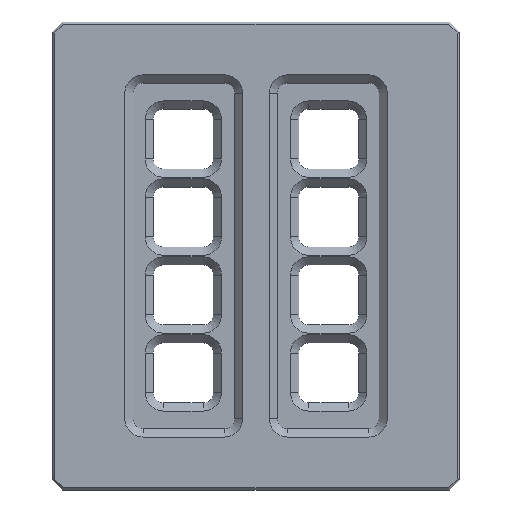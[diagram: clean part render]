
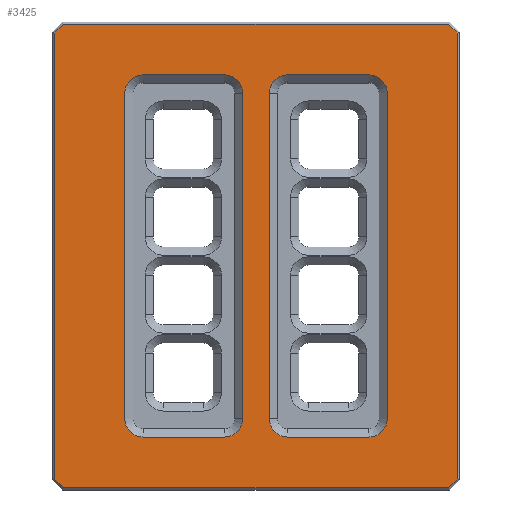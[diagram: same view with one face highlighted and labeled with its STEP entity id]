
A CAD part, top view. The second image highlights one B-rep face of the part: STEP entity #3425.
In plain terms, the highlighted planar face has unit normal (0, 0, 1).
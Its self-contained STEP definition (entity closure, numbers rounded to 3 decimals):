
#191=FACE_BOUND('',#682,.T.);
#192=FACE_BOUND('',#683,.T.);
#265=PLANE('',#3754);
#469=FACE_OUTER_BOUND('',#681,.T.);
#681=EDGE_LOOP('',(#2963,#2964,#2965,#2966,#2967,#2968,#2969,#2970));
#682=EDGE_LOOP('',(#2971,#2972,#2973,#2974,#2975,#2976,#2977,#2978));
#683=EDGE_LOOP('',(#2979,#2980,#2981,#2982,#2983,#2984,#2985,#2986));
#998=LINE('',#5593,#1340);
#1002=LINE('',#5600,#1344);
#1005=LINE('',#5606,#1347);
#1008=LINE('',#5612,#1350);
#1011=LINE('',#5617,#1353);
#1013=LINE('',#5621,#1355);
#1015=LINE('',#5625,#1357);
#1017=LINE('',#5628,#1359);
#1019=LINE('',#5634,#1361);
#1020=LINE('',#5638,#1362);
#1021=LINE('',#5642,#1363);
#1022=LINE('',#5646,#1364);
#1023=LINE('',#5650,#1365);
#1024=LINE('',#5654,#1366);
#1025=LINE('',#5658,#1367);
#1026=LINE('',#5662,#1368);
#1340=VECTOR('',#4563,10.);
#1344=VECTOR('',#4569,10.);
#1347=VECTOR('',#4574,10.);
#1350=VECTOR('',#4579,10.);
#1353=VECTOR('',#4584,10.);
#1355=VECTOR('',#4588,10.);
#1357=VECTOR('',#4592,10.);
#1359=VECTOR('',#4596,10.);
#1361=VECTOR('',#4602,10.);
#1362=VECTOR('',#4605,10.);
#1363=VECTOR('',#4608,10.);
#1364=VECTOR('',#4611,10.);
#1365=VECTOR('',#4614,10.);
#1366=VECTOR('',#4617,10.);
#1367=VECTOR('',#4620,10.);
#1368=VECTOR('',#4623,10.);
#1547=CIRCLE('',#3755,9.);
#1548=CIRCLE('',#3756,9.);
#1549=CIRCLE('',#3757,9.);
#1550=CIRCLE('',#3758,9.);
#1551=CIRCLE('',#3759,9.);
#1552=CIRCLE('',#3760,9.);
#1553=CIRCLE('',#3761,9.);
#1554=CIRCLE('',#3762,9.);
#1802=VERTEX_POINT('',#5591);
#1803=VERTEX_POINT('',#5592);
#1805=VERTEX_POINT('',#5599);
#1807=VERTEX_POINT('',#5605);
#1809=VERTEX_POINT('',#5611);
#1810=VERTEX_POINT('',#5616);
#1811=VERTEX_POINT('',#5620);
#1812=VERTEX_POINT('',#5624);
#1813=VERTEX_POINT('',#5632);
#1814=VERTEX_POINT('',#5633);
#1815=VERTEX_POINT('',#5635);
#1816=VERTEX_POINT('',#5637);
#1817=VERTEX_POINT('',#5639);
#1818=VERTEX_POINT('',#5641);
#1819=VERTEX_POINT('',#5643);
#1820=VERTEX_POINT('',#5645);
#1821=VERTEX_POINT('',#5648);
#1822=VERTEX_POINT('',#5649);
#1823=VERTEX_POINT('',#5651);
#1824=VERTEX_POINT('',#5653);
#1825=VERTEX_POINT('',#5655);
#1826=VERTEX_POINT('',#5657);
#1827=VERTEX_POINT('',#5659);
#1828=VERTEX_POINT('',#5661);
#2204=EDGE_CURVE('',#1802,#1803,#998,.T.);
#2208=EDGE_CURVE('',#1803,#1805,#1002,.T.);
#2211=EDGE_CURVE('',#1805,#1807,#1005,.T.);
#2214=EDGE_CURVE('',#1807,#1809,#1008,.T.);
#2217=EDGE_CURVE('',#1809,#1810,#1011,.T.);
#2219=EDGE_CURVE('',#1810,#1811,#1013,.T.);
#2221=EDGE_CURVE('',#1811,#1812,#1015,.T.);
#2223=EDGE_CURVE('',#1812,#1802,#1017,.T.);
#2225=EDGE_CURVE('',#1813,#1814,#1019,.T.);
#2226=EDGE_CURVE('',#1815,#1813,#1547,.T.);
#2227=EDGE_CURVE('',#1816,#1815,#1020,.T.);
#2228=EDGE_CURVE('',#1817,#1816,#1548,.T.);
#2229=EDGE_CURVE('',#1818,#1817,#1021,.T.);
#2230=EDGE_CURVE('',#1819,#1818,#1549,.T.);
#2231=EDGE_CURVE('',#1820,#1819,#1022,.T.);
#2232=EDGE_CURVE('',#1814,#1820,#1550,.T.);
#2233=EDGE_CURVE('',#1821,#1822,#1023,.T.);
#2234=EDGE_CURVE('',#1823,#1821,#1551,.T.);
#2235=EDGE_CURVE('',#1824,#1823,#1024,.T.);
#2236=EDGE_CURVE('',#1825,#1824,#1552,.T.);
#2237=EDGE_CURVE('',#1826,#1825,#1025,.T.);
#2238=EDGE_CURVE('',#1827,#1826,#1553,.T.);
#2239=EDGE_CURVE('',#1828,#1827,#1026,.T.);
#2240=EDGE_CURVE('',#1822,#1828,#1554,.T.);
#2963=ORIENTED_EDGE('',*,*,#2204,.F.);
#2964=ORIENTED_EDGE('',*,*,#2223,.F.);
#2965=ORIENTED_EDGE('',*,*,#2221,.F.);
#2966=ORIENTED_EDGE('',*,*,#2219,.F.);
#2967=ORIENTED_EDGE('',*,*,#2217,.F.);
#2968=ORIENTED_EDGE('',*,*,#2214,.F.);
#2969=ORIENTED_EDGE('',*,*,#2211,.F.);
#2970=ORIENTED_EDGE('',*,*,#2208,.F.);
#2971=ORIENTED_EDGE('',*,*,#2225,.F.);
#2972=ORIENTED_EDGE('',*,*,#2226,.F.);
#2973=ORIENTED_EDGE('',*,*,#2227,.F.);
#2974=ORIENTED_EDGE('',*,*,#2228,.F.);
#2975=ORIENTED_EDGE('',*,*,#2229,.F.);
#2976=ORIENTED_EDGE('',*,*,#2230,.F.);
#2977=ORIENTED_EDGE('',*,*,#2231,.F.);
#2978=ORIENTED_EDGE('',*,*,#2232,.F.);
#2979=ORIENTED_EDGE('',*,*,#2233,.F.);
#2980=ORIENTED_EDGE('',*,*,#2234,.F.);
#2981=ORIENTED_EDGE('',*,*,#2235,.F.);
#2982=ORIENTED_EDGE('',*,*,#2236,.F.);
#2983=ORIENTED_EDGE('',*,*,#2237,.F.);
#2984=ORIENTED_EDGE('',*,*,#2238,.F.);
#2985=ORIENTED_EDGE('',*,*,#2239,.F.);
#2986=ORIENTED_EDGE('',*,*,#2240,.F.);
#3425=ADVANCED_FACE('',(#469,#191,#192),#265,.T.);
#3754=AXIS2_PLACEMENT_3D('',#5631,#4600,#4601);
#3755=AXIS2_PLACEMENT_3D('',#5636,#4603,#4604);
#3756=AXIS2_PLACEMENT_3D('',#5640,#4606,#4607);
#3757=AXIS2_PLACEMENT_3D('',#5644,#4609,#4610);
#3758=AXIS2_PLACEMENT_3D('',#5647,#4612,#4613);
#3759=AXIS2_PLACEMENT_3D('',#5652,#4615,#4616);
#3760=AXIS2_PLACEMENT_3D('',#5656,#4618,#4619);
#3761=AXIS2_PLACEMENT_3D('',#5660,#4621,#4622);
#3762=AXIS2_PLACEMENT_3D('',#5663,#4624,#4625);
#4563=DIRECTION('',(0.,-1.,0.));
#4569=DIRECTION('',(-0.707,-0.707,0.));
#4574=DIRECTION('',(-1.,0.,0.));
#4579=DIRECTION('',(-0.707,0.707,0.));
#4584=DIRECTION('',(0.,1.,0.));
#4588=DIRECTION('',(0.707,0.707,0.));
#4592=DIRECTION('',(1.,0.,0.));
#4596=DIRECTION('',(0.707,-0.707,0.));
#4600=DIRECTION('center_axis',(0.,0.,1.));
#4601=DIRECTION('ref_axis',(1.,0.,0.));
#4602=DIRECTION('',(0.,1.,0.));
#4603=DIRECTION('center_axis',(0.,0.,1.));
#4604=DIRECTION('ref_axis',(0.707,-0.707,0.));
#4605=DIRECTION('',(1.,0.,0.));
#4606=DIRECTION('center_axis',(0.,0.,1.));
#4607=DIRECTION('ref_axis',(-0.707,-0.707,0.));
#4608=DIRECTION('',(0.,-1.,0.));
#4609=DIRECTION('center_axis',(0.,0.,1.));
#4610=DIRECTION('ref_axis',(-0.707,0.707,0.));
#4611=DIRECTION('',(-1.,0.,0.));
#4612=DIRECTION('center_axis',(0.,0.,1.));
#4613=DIRECTION('ref_axis',(0.707,0.707,0.));
#4614=DIRECTION('',(0.,-1.,0.));
#4615=DIRECTION('center_axis',(0.,0.,1.));
#4616=DIRECTION('ref_axis',(-0.707,0.707,0.));
#4617=DIRECTION('',(-1.,0.,0.));
#4618=DIRECTION('center_axis',(0.,0.,1.));
#4619=DIRECTION('ref_axis',(0.707,0.707,0.));
#4620=DIRECTION('',(0.,1.,0.));
#4621=DIRECTION('center_axis',(0.,0.,1.));
#4622=DIRECTION('ref_axis',(0.707,-0.707,0.));
#4623=DIRECTION('',(1.,0.,0.));
#4624=DIRECTION('center_axis',(0.,0.,1.));
#4625=DIRECTION('ref_axis',(-0.707,-0.707,0.));
#5591=CARTESIAN_POINT('',(99.,109.586,13.));
#5592=CARTESIAN_POINT('',(99.,-109.586,13.));
#5593=CARTESIAN_POINT('',(99.,-57.5,13.));
#5599=CARTESIAN_POINT('',(94.586,-114.,13.));
#5600=CARTESIAN_POINT('',(100.543,-108.043,13.));
#5605=CARTESIAN_POINT('',(-94.586,-114.,13.));
#5606=CARTESIAN_POINT('',(-50.,-114.,13.));
#5611=CARTESIAN_POINT('',(-99.,-109.586,13.));
#5612=CARTESIAN_POINT('',(-100.543,-108.043,13.));
#5616=CARTESIAN_POINT('',(-99.,109.586,13.));
#5617=CARTESIAN_POINT('',(-99.,57.5,13.));
#5620=CARTESIAN_POINT('',(-94.586,114.,13.));
#5621=CARTESIAN_POINT('',(-100.543,108.043,13.));
#5624=CARTESIAN_POINT('',(94.586,114.,13.));
#5625=CARTESIAN_POINT('',(50.,114.,13.));
#5628=CARTESIAN_POINT('',(100.543,108.043,13.));
#5631=CARTESIAN_POINT('Origin',(0.,0.,13.));
#5632=CARTESIAN_POINT('',(-6.5,-80.,13.));
#5633=CARTESIAN_POINT('',(-6.5,80.,13.));
#5634=CARTESIAN_POINT('',(-6.5,42.5,13.));
#5635=CARTESIAN_POINT('',(-15.5,-89.,13.));
#5636=CARTESIAN_POINT('Origin',(-15.5,-80.,13.));
#5637=CARTESIAN_POINT('',(-55.5,-89.,13.));
#5638=CARTESIAN_POINT('',(-5.25,-89.,13.));
#5639=CARTESIAN_POINT('',(-64.5,-80.,13.));
#5640=CARTESIAN_POINT('Origin',(-55.5,-80.,13.));
#5641=CARTESIAN_POINT('',(-64.5,80.,13.));
#5642=CARTESIAN_POINT('',(-64.5,-42.5,13.));
#5643=CARTESIAN_POINT('',(-55.5,89.,13.));
#5644=CARTESIAN_POINT('Origin',(-55.5,80.,13.));
#5645=CARTESIAN_POINT('',(-15.5,89.,13.));
#5646=CARTESIAN_POINT('',(-30.25,89.,13.));
#5647=CARTESIAN_POINT('Origin',(-15.5,80.,13.));
#5648=CARTESIAN_POINT('',(6.5,80.,13.));
#5649=CARTESIAN_POINT('',(6.5,-80.,13.));
#5650=CARTESIAN_POINT('',(6.5,-42.5,13.));
#5651=CARTESIAN_POINT('',(15.5,89.,13.));
#5652=CARTESIAN_POINT('Origin',(15.5,80.,13.));
#5653=CARTESIAN_POINT('',(55.5,89.,13.));
#5654=CARTESIAN_POINT('',(5.25,89.,13.));
#5655=CARTESIAN_POINT('',(64.5,80.,13.));
#5656=CARTESIAN_POINT('Origin',(55.5,80.,13.));
#5657=CARTESIAN_POINT('',(64.5,-80.,13.));
#5658=CARTESIAN_POINT('',(64.5,42.5,13.));
#5659=CARTESIAN_POINT('',(55.5,-89.,13.));
#5660=CARTESIAN_POINT('Origin',(55.5,-80.,13.));
#5661=CARTESIAN_POINT('',(15.5,-89.,13.));
#5662=CARTESIAN_POINT('',(30.25,-89.,13.));
#5663=CARTESIAN_POINT('Origin',(15.5,-80.,13.));
